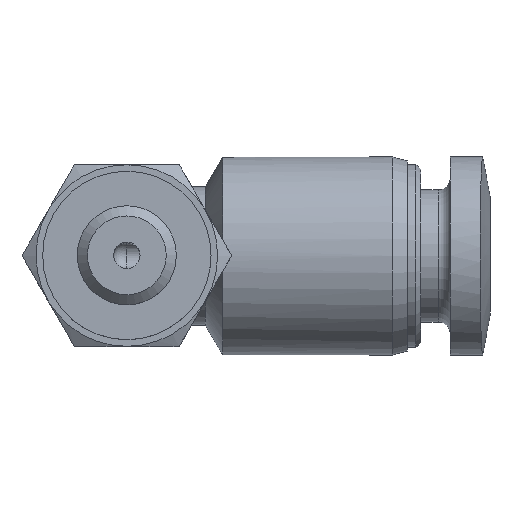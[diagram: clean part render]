
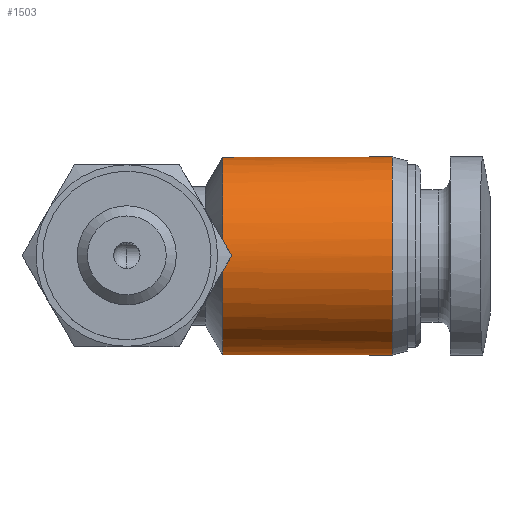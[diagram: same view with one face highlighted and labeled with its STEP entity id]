
A CAD part, top view. The second image highlights one B-rep face of the part: STEP entity #1503.
In plain terms, the highlighted cylindrical face has radius 3 mm (diameter 6 mm), a full revolution.
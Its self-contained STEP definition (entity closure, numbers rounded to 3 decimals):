
#140=CYLINDRICAL_SURFACE('',#1612,3.);
#171=CIRCLE('',#1594,3.);
#181=CIRCLE('',#1611,3.);
#182=CIRCLE('',#1613,3.);
#183=CIRCLE('',#1614,3.);
#184=CIRCLE('',#1615,3.);
#185=CIRCLE('',#1616,3.);
#186=CIRCLE('',#1617,3.);
#290=ORIENTED_EDGE('',*,*,#561,.F.);
#291=ORIENTED_EDGE('',*,*,#562,.T.);
#292=ORIENTED_EDGE('',*,*,#559,.T.);
#293=ORIENTED_EDGE('',*,*,#563,.T.);
#294=ORIENTED_EDGE('',*,*,#564,.T.);
#295=ORIENTED_EDGE('',*,*,#538,.T.);
#296=ORIENTED_EDGE('',*,*,#565,.T.);
#538=EDGE_CURVE('',#664,#663,#171,.T.);
#559=EDGE_CURVE('',#681,#680,#181,.T.);
#561=EDGE_CURVE('',#682,#682,#182,.T.);
#562=EDGE_CURVE('',#683,#681,#183,.T.);
#563=EDGE_CURVE('',#680,#684,#184,.T.);
#564=EDGE_CURVE('',#684,#664,#185,.T.);
#565=EDGE_CURVE('',#663,#683,#186,.T.);
#663=VERTEX_POINT('',#2177);
#664=VERTEX_POINT('',#2179);
#680=VERTEX_POINT('',#2233);
#681=VERTEX_POINT('',#2235);
#682=VERTEX_POINT('',#2242);
#683=VERTEX_POINT('',#2244);
#684=VERTEX_POINT('',#2246);
#782=EDGE_LOOP('',(#290));
#783=EDGE_LOOP('',(#291,#292,#293,#294,#295,#296));
#879=FACE_BOUND('',#782,.T.);
#880=FACE_BOUND('',#783,.T.);
#1503=ADVANCED_FACE('',(#879,#880),#140,.T.);
#1594=AXIS2_PLACEMENT_3D('',#2178,#1769,#1770);
#1611=AXIS2_PLACEMENT_3D('',#2234,#1809,#1810);
#1612=AXIS2_PLACEMENT_3D('',#2240,#1811,#1812);
#1613=AXIS2_PLACEMENT_3D('',#2241,#1813,#1814);
#1614=AXIS2_PLACEMENT_3D('',#2243,#1815,#1816);
#1615=AXIS2_PLACEMENT_3D('',#2245,#1817,#1818);
#1616=AXIS2_PLACEMENT_3D('',#2247,#1819,#1820);
#1617=AXIS2_PLACEMENT_3D('',#2248,#1821,#1822);
#1769=DIRECTION('',(1.,0.,0.));
#1770=DIRECTION('',(0.,0.,-1.));
#1809=DIRECTION('',(1.,0.,0.));
#1810=DIRECTION('',(0.,0.,-1.));
#1811=DIRECTION('',(1.,0.,0.));
#1812=DIRECTION('',(0.,0.,-1.));
#1813=DIRECTION('',(1.,0.,0.));
#1814=DIRECTION('',(0.,0.,-1.));
#1815=DIRECTION('',(1.,0.,0.));
#1816=DIRECTION('',(0.,0.,-1.));
#1817=DIRECTION('',(1.,0.,0.));
#1818=DIRECTION('',(0.,0.,-1.));
#1819=DIRECTION('',(1.,0.,0.));
#1820=DIRECTION('',(0.,0.,-1.));
#1821=DIRECTION('',(1.,0.,0.));
#1822=DIRECTION('',(0.,0.,-1.));
#2177=CARTESIAN_POINT('',(2.9,-0.5,-2.958));
#2178=CARTESIAN_POINT('',(2.9,0.,0.));
#2179=CARTESIAN_POINT('',(2.9,-0.5,2.958));
#2233=CARTESIAN_POINT('',(2.9,0.5,2.958));
#2234=CARTESIAN_POINT('',(2.9,0.,0.));
#2235=CARTESIAN_POINT('',(2.9,0.5,-2.958));
#2240=CARTESIAN_POINT('',(11.,0.,0.));
#2241=CARTESIAN_POINT('',(8.043,0.,0.));
#2242=CARTESIAN_POINT('',(8.043,0.,-3.));
#2243=CARTESIAN_POINT('',(2.9,0.,0.));
#2244=CARTESIAN_POINT('',(2.9,0.,-3.));
#2245=CARTESIAN_POINT('',(2.9,0.,0.));
#2246=CARTESIAN_POINT('',(2.9,0.,3.));
#2247=CARTESIAN_POINT('',(2.9,0.,0.));
#2248=CARTESIAN_POINT('',(2.9,0.,0.));
